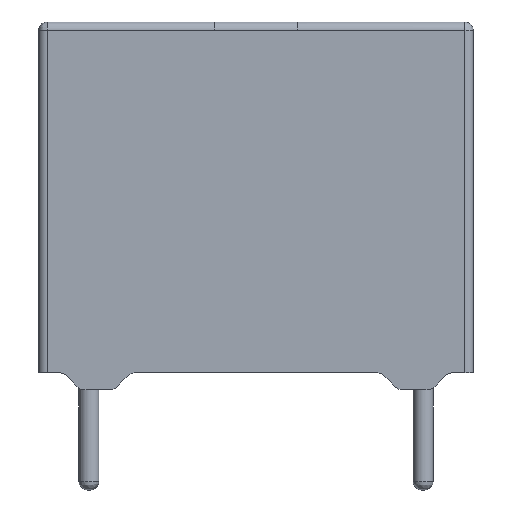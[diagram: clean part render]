
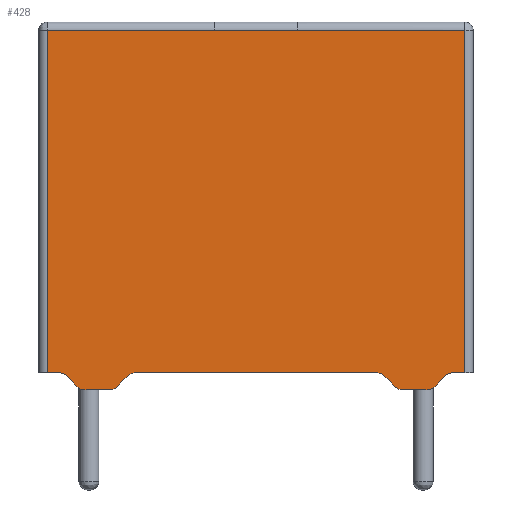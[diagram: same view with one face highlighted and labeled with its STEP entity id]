
A CAD part, front view. The second image highlights one B-rep face of the part: STEP entity #428.
In plain terms, the highlighted planar face has unit normal (0, -1, 0).
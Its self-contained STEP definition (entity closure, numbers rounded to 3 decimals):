
#64=(
BOUNDED_CURVE()
B_SPLINE_CURVE(2,(#3644,#3645,#3646),.UNSPECIFIED.,.F.,.F.)
B_SPLINE_CURVE_WITH_KNOTS((3,3),(0.,0.196),.UNSPECIFIED.)
CURVE()
GEOMETRIC_REPRESENTATION_ITEM()
RATIONAL_B_SPLINE_CURVE((1.,0.924,1.))
REPRESENTATION_ITEM('')
);
#66=(
BOUNDED_CURVE()
B_SPLINE_CURVE(2,(#3649,#3650,#3651),.UNSPECIFIED.,.F.,.F.)
B_SPLINE_CURVE_WITH_KNOTS((3,3),(0.,0.196),.UNSPECIFIED.)
CURVE()
GEOMETRIC_REPRESENTATION_ITEM()
RATIONAL_B_SPLINE_CURVE((1.,0.924,1.))
REPRESENTATION_ITEM('')
);
#68=(
BOUNDED_CURVE()
B_SPLINE_CURVE(2,(#3655,#3656,#3657),.UNSPECIFIED.,.F.,.F.)
B_SPLINE_CURVE_WITH_KNOTS((3,3),(0.,0.196),.UNSPECIFIED.)
CURVE()
GEOMETRIC_REPRESENTATION_ITEM()
RATIONAL_B_SPLINE_CURVE((1.,0.924,1.))
REPRESENTATION_ITEM('')
);
#70=(
BOUNDED_CURVE()
B_SPLINE_CURVE(2,(#3661,#3662,#3663),.UNSPECIFIED.,.F.,.F.)
B_SPLINE_CURVE_WITH_KNOTS((3,3),(0.,0.196),.UNSPECIFIED.)
CURVE()
GEOMETRIC_REPRESENTATION_ITEM()
RATIONAL_B_SPLINE_CURVE((1.,0.924,1.))
REPRESENTATION_ITEM('')
);
#83=(
BOUNDED_CURVE()
B_SPLINE_CURVE(2,(#3774,#3775,#3776),.UNSPECIFIED.,.F.,.F.)
B_SPLINE_CURVE_WITH_KNOTS((3,3),(0.,0.196),.UNSPECIFIED.)
CURVE()
GEOMETRIC_REPRESENTATION_ITEM()
RATIONAL_B_SPLINE_CURVE((1.,0.924,1.))
REPRESENTATION_ITEM('')
);
#85=(
BOUNDED_CURVE()
B_SPLINE_CURVE(2,(#3780,#3781,#3782),.UNSPECIFIED.,.F.,.F.)
B_SPLINE_CURVE_WITH_KNOTS((3,3),(0.,0.196),.UNSPECIFIED.)
CURVE()
GEOMETRIC_REPRESENTATION_ITEM()
RATIONAL_B_SPLINE_CURVE((1.,0.924,1.))
REPRESENTATION_ITEM('')
);
#87=(
BOUNDED_CURVE()
B_SPLINE_CURVE(2,(#3786,#3787,#3788),.UNSPECIFIED.,.F.,.F.)
B_SPLINE_CURVE_WITH_KNOTS((3,3),(0.,0.196),.UNSPECIFIED.)
CURVE()
GEOMETRIC_REPRESENTATION_ITEM()
RATIONAL_B_SPLINE_CURVE((1.,0.924,1.))
REPRESENTATION_ITEM('')
);
#89=(
BOUNDED_CURVE()
B_SPLINE_CURVE(2,(#3792,#3793,#3794),.UNSPECIFIED.,.F.,.F.)
B_SPLINE_CURVE_WITH_KNOTS((3,3),(0.,0.196),.UNSPECIFIED.)
CURVE()
GEOMETRIC_REPRESENTATION_ITEM()
RATIONAL_B_SPLINE_CURVE((1.,0.924,1.))
REPRESENTATION_ITEM('')
);
#93=(
BOUNDED_CURVE()
B_SPLINE_CURVE(1,(#3805,#3806),.UNSPECIFIED.,.F.,.F.)
B_SPLINE_CURVE_WITH_KNOTS((2,2),(0.,2.5),.UNSPECIFIED.)
CURVE()
GEOMETRIC_REPRESENTATION_ITEM()
RATIONAL_B_SPLINE_CURVE((1.,1.))
REPRESENTATION_ITEM('')
);
#428=ADVANCED_FACE('',(#541),#2208,.T.);
#541=FACE_OUTER_BOUND('',#643,.T.);
#643=EDGE_LOOP('',(#1038,#1039,#1040,#1041,#1042,#1043,#1044,#1045,#1046,
#1047,#1048,#1049,#1050,#1051,#1052,#1053,#1054,#1055,#1056,#1057,#1058,
#1059));
#1038=ORIENTED_EDGE('',*,*,#1471,.F.);
#1039=ORIENTED_EDGE('',*,*,#1452,.F.);
#1040=ORIENTED_EDGE('',*,*,#1469,.F.);
#1041=ORIENTED_EDGE('',*,*,#1451,.F.);
#1042=ORIENTED_EDGE('',*,*,#1467,.F.);
#1043=ORIENTED_EDGE('',*,*,#1450,.F.);
#1044=ORIENTED_EDGE('',*,*,#1465,.F.);
#1045=ORIENTED_EDGE('',*,*,#1434,.F.);
#1046=ORIENTED_EDGE('',*,*,#1438,.F.);
#1047=ORIENTED_EDGE('',*,*,#1476,.F.);
#1048=ORIENTED_EDGE('',*,*,#1523,.T.);
#1049=ORIENTED_EDGE('',*,*,#1483,.F.);
#1050=ORIENTED_EDGE('',*,*,#1484,.F.);
#1051=ORIENTED_EDGE('',*,*,#1498,.F.);
#1052=ORIENTED_EDGE('',*,*,#1518,.F.);
#1053=ORIENTED_EDGE('',*,*,#1497,.F.);
#1054=ORIENTED_EDGE('',*,*,#1516,.F.);
#1055=ORIENTED_EDGE('',*,*,#1496,.F.);
#1056=ORIENTED_EDGE('',*,*,#1514,.F.);
#1057=ORIENTED_EDGE('',*,*,#1495,.F.);
#1058=ORIENTED_EDGE('',*,*,#1512,.F.);
#1059=ORIENTED_EDGE('',*,*,#1529,.F.);
#1434=EDGE_CURVE('',#2037,#2059,#1758,.T.);
#1438=EDGE_CURVE('',#2040,#2037,#1762,.T.);
#1450=EDGE_CURVE('',#2046,#2045,#1766,.T.);
#1451=EDGE_CURVE('',#2048,#2047,#1767,.T.);
#1452=EDGE_CURVE('',#2050,#2049,#1768,.T.);
#1465=EDGE_CURVE('',#2059,#2046,#64,.T.);
#1467=EDGE_CURVE('',#2045,#2048,#66,.T.);
#1469=EDGE_CURVE('',#2047,#2050,#68,.T.);
#1471=EDGE_CURVE('',#2049,#2051,#70,.T.);
#1476=EDGE_CURVE('',#2062,#2040,#1781,.T.);
#1483=EDGE_CURVE('',#2070,#2092,#1788,.T.);
#1484=EDGE_CURVE('',#2067,#2070,#1789,.T.);
#1495=EDGE_CURVE('',#2076,#2075,#1793,.T.);
#1496=EDGE_CURVE('',#2078,#2077,#1794,.T.);
#1497=EDGE_CURVE('',#2080,#2079,#1795,.T.);
#1498=EDGE_CURVE('',#2081,#2067,#1796,.T.);
#1512=EDGE_CURVE('',#2089,#2076,#83,.T.);
#1514=EDGE_CURVE('',#2075,#2078,#85,.T.);
#1516=EDGE_CURVE('',#2077,#2080,#87,.T.);
#1518=EDGE_CURVE('',#2079,#2081,#89,.T.);
#1523=EDGE_CURVE('',#2062,#2092,#93,.T.);
#1529=EDGE_CURVE('',#2051,#2089,#1813,.T.);
#1758=B_SPLINE_CURVE_WITH_KNOTS('',1,(#3555,#3556),.UNSPECIFIED.,.F.,.F.,
(2,2),(-8.667,-8.138),.UNSPECIFIED.);
#1762=B_SPLINE_CURVE_WITH_KNOTS('',1,(#3563,#3564),.UNSPECIFIED.,.F.,.F.,
(2,2),(0.25,10.5),.UNSPECIFIED.);
#1766=B_SPLINE_CURVE_WITH_KNOTS('',1,(#3595,#3596),.UNSPECIFIED.,.F.,.F.,
(2,2),(-7.854,-7.146),.UNSPECIFIED.);
#1767=B_SPLINE_CURVE_WITH_KNOTS('',1,(#3597,#3598),.UNSPECIFIED.,.F.,.F.,
(2,2),(-6.896,-6.104),.UNSPECIFIED.);
#1768=B_SPLINE_CURVE_WITH_KNOTS('',1,(#3599,#3600),.UNSPECIFIED.,.F.,.F.,
(2,2),(-5.854,-5.146),.UNSPECIFIED.);
#1781=B_SPLINE_CURVE_WITH_KNOTS('',1,(#3675,#3676),.UNSPECIFIED.,.F.,.F.,
(2,2),(5.25,10.25),.UNSPECIFIED.);
#1788=B_SPLINE_CURVE_WITH_KNOTS('',1,(#3689,#3690),.UNSPECIFIED.,.F.,.F.,
(2,2),(0.25,5.25),.UNSPECIFIED.);
#1789=B_SPLINE_CURVE_WITH_KNOTS('',1,(#3691,#3692),.UNSPECIFIED.,.F.,.F.,
(2,2),(0.,10.25),.UNSPECIFIED.);
#1793=B_SPLINE_CURVE_WITH_KNOTS('',1,(#3720,#3721),.UNSPECIFIED.,.F.,.F.,
(2,2),(-3.854,-3.146),.UNSPECIFIED.);
#1794=B_SPLINE_CURVE_WITH_KNOTS('',1,(#3722,#3723),.UNSPECIFIED.,.F.,.F.,
(2,2),(-2.896,-2.104),.UNSPECIFIED.);
#1795=B_SPLINE_CURVE_WITH_KNOTS('',1,(#3724,#3725),.UNSPECIFIED.,.F.,.F.,
(2,2),(-1.854,-1.146),.UNSPECIFIED.);
#1796=B_SPLINE_CURVE_WITH_KNOTS('',1,(#3726,#3727),.UNSPECIFIED.,.F.,.F.,
(2,2),(-0.862,-0.333),.UNSPECIFIED.);
#1813=B_SPLINE_CURVE_WITH_KNOTS('',1,(#3821,#3822,#3823,#3824),
 .UNSPECIFIED.,.F.,.F.,(2,1,1,2),(-4.979,-4.5,-2.,-1.521),
 .UNSPECIFIED.);
#2037=VERTEX_POINT('',#3146);
#2040=VERTEX_POINT('',#3149);
#2045=VERTEX_POINT('',#3154);
#2046=VERTEX_POINT('',#3155);
#2047=VERTEX_POINT('',#3156);
#2048=VERTEX_POINT('',#3157);
#2049=VERTEX_POINT('',#3158);
#2050=VERTEX_POINT('',#3159);
#2051=VERTEX_POINT('',#3160);
#2059=VERTEX_POINT('',#3168);
#2062=VERTEX_POINT('',#3171);
#2067=VERTEX_POINT('',#3176);
#2070=VERTEX_POINT('',#3179);
#2075=VERTEX_POINT('',#3184);
#2076=VERTEX_POINT('',#3185);
#2077=VERTEX_POINT('',#3186);
#2078=VERTEX_POINT('',#3187);
#2079=VERTEX_POINT('',#3188);
#2080=VERTEX_POINT('',#3189);
#2081=VERTEX_POINT('',#3190);
#2089=VERTEX_POINT('',#3198);
#2092=VERTEX_POINT('',#3201);
#2208=PLANE('',#2270);
#2270=AXIS2_PLACEMENT_3D('',#3042,#2315,$);
#2315=DIRECTION('',(0.,-1.,0.));
#3042=CARTESIAN_POINT('',(7.813,-2.75,-1.375));
#3146=CARTESIAN_POINT('',(6.25,-2.75,0.5));
#3149=CARTESIAN_POINT('',(6.25,-2.75,10.75));
#3154=CARTESIAN_POINT('',(5.323,-2.75,0.073));
#3155=CARTESIAN_POINT('',(5.677,-2.75,0.427));
#3156=CARTESIAN_POINT('',(4.354,-2.75,0.));
#3157=CARTESIAN_POINT('',(5.146,-2.75,0.));
#3158=CARTESIAN_POINT('',(3.823,-2.75,0.427));
#3159=CARTESIAN_POINT('',(4.177,-2.75,0.073));
#3160=CARTESIAN_POINT('',(3.646,-2.75,0.5));
#3168=CARTESIAN_POINT('',(5.854,-2.75,0.5));
#3171=CARTESIAN_POINT('',(1.25,-2.75,10.75));
#3176=CARTESIAN_POINT('',(-6.25,-2.75,0.5));
#3179=CARTESIAN_POINT('',(-6.25,-2.75,10.75));
#3184=CARTESIAN_POINT('',(-4.177,-2.75,0.073));
#3185=CARTESIAN_POINT('',(-3.823,-2.75,0.427));
#3186=CARTESIAN_POINT('',(-5.146,-2.75,0.));
#3187=CARTESIAN_POINT('',(-4.354,-2.75,0.));
#3188=CARTESIAN_POINT('',(-5.677,-2.75,0.427));
#3189=CARTESIAN_POINT('',(-5.323,-2.75,0.073));
#3190=CARTESIAN_POINT('',(-5.854,-2.75,0.5));
#3198=CARTESIAN_POINT('',(-3.646,-2.75,0.5));
#3201=CARTESIAN_POINT('',(-1.25,-2.75,10.75));
#3555=CARTESIAN_POINT('',(6.25,-2.75,0.5));
#3556=CARTESIAN_POINT('',(5.854,-2.75,0.5));
#3563=CARTESIAN_POINT('',(6.25,-2.75,10.75));
#3564=CARTESIAN_POINT('',(6.25,-2.75,0.5));
#3595=CARTESIAN_POINT('',(5.677,-2.75,0.427));
#3596=CARTESIAN_POINT('',(5.323,-2.75,0.073));
#3597=CARTESIAN_POINT('',(5.146,-2.75,0.));
#3598=CARTESIAN_POINT('',(4.354,-2.75,0.));
#3599=CARTESIAN_POINT('',(4.177,-2.75,0.073));
#3600=CARTESIAN_POINT('',(3.823,-2.75,0.427));
#3644=CARTESIAN_POINT('',(5.854,-2.75,0.5));
#3645=CARTESIAN_POINT('',(5.75,-2.75,0.5));
#3646=CARTESIAN_POINT('',(5.677,-2.75,0.427));
#3649=CARTESIAN_POINT('',(5.323,-2.75,0.073));
#3650=CARTESIAN_POINT('',(5.25,-2.75,0.));
#3651=CARTESIAN_POINT('',(5.146,-2.75,0.));
#3655=CARTESIAN_POINT('',(4.354,-2.75,0.));
#3656=CARTESIAN_POINT('',(4.25,-2.75,0.));
#3657=CARTESIAN_POINT('',(4.177,-2.75,0.073));
#3661=CARTESIAN_POINT('',(3.823,-2.75,0.427));
#3662=CARTESIAN_POINT('',(3.75,-2.75,0.5));
#3663=CARTESIAN_POINT('',(3.646,-2.75,0.5));
#3675=CARTESIAN_POINT('',(1.25,-2.75,10.75));
#3676=CARTESIAN_POINT('',(6.25,-2.75,10.75));
#3689=CARTESIAN_POINT('',(-6.25,-2.75,10.75));
#3690=CARTESIAN_POINT('',(-1.25,-2.75,10.75));
#3691=CARTESIAN_POINT('',(-6.25,-2.75,0.5));
#3692=CARTESIAN_POINT('',(-6.25,-2.75,10.75));
#3720=CARTESIAN_POINT('',(-3.823,-2.75,0.427));
#3721=CARTESIAN_POINT('',(-4.177,-2.75,0.073));
#3722=CARTESIAN_POINT('',(-4.354,-2.75,0.));
#3723=CARTESIAN_POINT('',(-5.146,-2.75,0.));
#3724=CARTESIAN_POINT('',(-5.323,-2.75,0.073));
#3725=CARTESIAN_POINT('',(-5.677,-2.75,0.427));
#3726=CARTESIAN_POINT('',(-5.854,-2.75,0.5));
#3727=CARTESIAN_POINT('',(-6.25,-2.75,0.5));
#3774=CARTESIAN_POINT('',(-3.646,-2.75,0.5));
#3775=CARTESIAN_POINT('',(-3.75,-2.75,0.5));
#3776=CARTESIAN_POINT('',(-3.823,-2.75,0.427));
#3780=CARTESIAN_POINT('',(-4.177,-2.75,0.073));
#3781=CARTESIAN_POINT('',(-4.25,-2.75,0.));
#3782=CARTESIAN_POINT('',(-4.354,-2.75,0.));
#3786=CARTESIAN_POINT('',(-5.146,-2.75,0.));
#3787=CARTESIAN_POINT('',(-5.25,-2.75,0.));
#3788=CARTESIAN_POINT('',(-5.323,-2.75,0.073));
#3792=CARTESIAN_POINT('',(-5.677,-2.75,0.427));
#3793=CARTESIAN_POINT('',(-5.75,-2.75,0.5));
#3794=CARTESIAN_POINT('',(-5.854,-2.75,0.5));
#3805=CARTESIAN_POINT('',(1.25,-2.75,10.75));
#3806=CARTESIAN_POINT('',(-1.25,-2.75,10.75));
#3821=CARTESIAN_POINT('',(3.646,-2.75,0.5));
#3822=CARTESIAN_POINT('',(1.25,-2.75,0.5));
#3823=CARTESIAN_POINT('',(-1.25,-2.75,0.5));
#3824=CARTESIAN_POINT('',(-3.646,-2.75,0.5));
